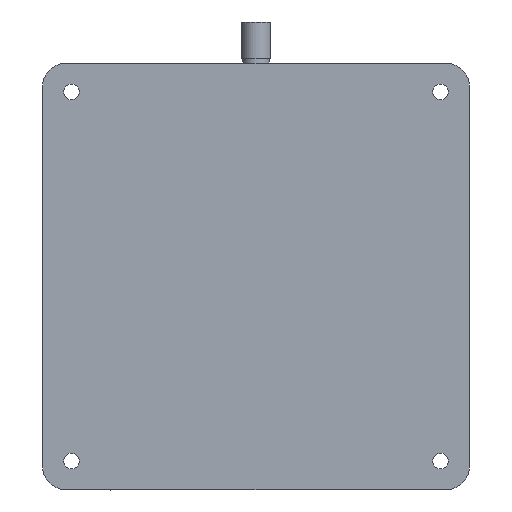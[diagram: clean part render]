
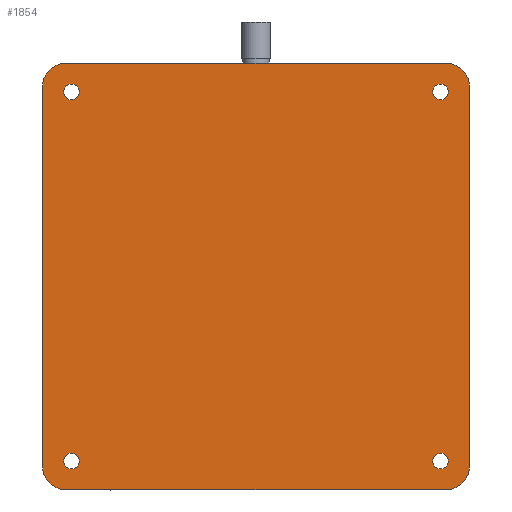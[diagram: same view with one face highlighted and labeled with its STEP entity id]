
A CAD part, front view. The second image highlights one B-rep face of the part: STEP entity #1854.
In plain terms, the highlighted planar face has unit normal (0, -1, 0).
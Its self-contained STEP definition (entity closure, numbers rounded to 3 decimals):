
#56=CARTESIAN_POINT('',(76.5,-10.5,76.5));
#57=DIRECTION('',(0.,-1.,0.));
#58=DIRECTION('',(1.,0.,0.));
#59=AXIS2_PLACEMENT_3D('',#56,#57,#58);
#65=CARTESIAN_POINT('',(76.5,-10.5,76.5));
#66=DIRECTION('',(0.,-1.,0.));
#67=DIRECTION('',(-1.,0.,0.));
#68=AXIS2_PLACEMENT_3D('',#65,#66,#67);
#73=CARTESIAN_POINT('',(76.5,-10.5,-76.5));
#74=DIRECTION('',(0.,-1.,0.));
#75=DIRECTION('',(1.,0.,0.));
#76=AXIS2_PLACEMENT_3D('',#73,#74,#75);
#81=CARTESIAN_POINT('',(76.5,-10.5,-76.5));
#82=DIRECTION('',(0.,-1.,0.));
#83=DIRECTION('',(-1.,0.,0.));
#84=AXIS2_PLACEMENT_3D('',#81,#82,#83);
#89=CARTESIAN_POINT('',(-76.5,-10.5,-76.5));
#90=DIRECTION('',(0.,-1.,0.));
#91=DIRECTION('',(1.,0.,0.));
#92=AXIS2_PLACEMENT_3D('',#89,#90,#91);
#97=CARTESIAN_POINT('',(-76.5,-10.5,-76.5));
#98=DIRECTION('',(0.,-1.,0.));
#99=DIRECTION('',(-1.,0.,0.));
#100=AXIS2_PLACEMENT_3D('',#97,#98,#99);
#105=CARTESIAN_POINT('',(-76.5,-10.5,76.5));
#106=DIRECTION('',(0.,-1.,0.));
#107=DIRECTION('',(1.,0.,0.));
#108=AXIS2_PLACEMENT_3D('',#105,#106,#107);
#113=CARTESIAN_POINT('',(-76.5,-10.5,76.5));
#114=DIRECTION('',(0.,-1.,0.));
#115=DIRECTION('',(-1.,0.,0.));
#116=AXIS2_PLACEMENT_3D('',#113,#114,#115);
#121=CARTESIAN_POINT('',(78.5,-10.5,78.5));
#122=DIRECTION('',(0.,-1.,0.));
#123=DIRECTION('',(1.,0.,0.));
#124=AXIS2_PLACEMENT_3D('',#121,#122,#123);
#129=DIRECTION('',(0.,0.,-1.));
#130=VECTOR('',#129,157.);
#131=CARTESIAN_POINT('',(88.5,-10.5,78.5));
#132=LINE('',#131,#130);
#136=CARTESIAN_POINT('',(78.5,-10.5,-78.5));
#137=DIRECTION('',(0.,-1.,0.));
#138=DIRECTION('',(0.,0.,-1.));
#139=AXIS2_PLACEMENT_3D('',#136,#137,#138);
#144=DIRECTION('',(-1.,0.,0.));
#145=VECTOR('',#144,157.);
#146=CARTESIAN_POINT('',(78.5,-10.5,-88.5));
#147=LINE('',#146,#145);
#151=CARTESIAN_POINT('',(-78.5,-10.5,-78.5));
#152=DIRECTION('',(0.,-1.,0.));
#153=DIRECTION('',(-1.,0.,0.));
#154=AXIS2_PLACEMENT_3D('',#151,#152,#153);
#159=DIRECTION('',(0.,0.,1.));
#160=VECTOR('',#159,157.);
#161=CARTESIAN_POINT('',(-88.5,-10.5,-78.5));
#162=LINE('',#161,#160);
#166=CARTESIAN_POINT('',(-78.5,-10.5,78.5));
#167=DIRECTION('',(0.,-1.,0.));
#168=DIRECTION('',(0.,0.,1.));
#169=AXIS2_PLACEMENT_3D('',#166,#167,#168);
#174=DIRECTION('',(1.,0.,0.));
#175=VECTOR('',#174,157.);
#176=CARTESIAN_POINT('',(-78.5,-10.5,88.5));
#177=LINE('',#176,#175);
#1597=CARTESIAN_POINT('',(79.75,-10.5,76.5));
#1598=CARTESIAN_POINT('',(73.25,-10.5,76.5));
#1599=VERTEX_POINT('',#1597);
#1600=VERTEX_POINT('',#1598);
#1605=CARTESIAN_POINT('',(79.75,-10.5,-76.5));
#1606=CARTESIAN_POINT('',(73.25,-10.5,-76.5));
#1607=VERTEX_POINT('',#1605);
#1608=VERTEX_POINT('',#1606);
#1613=CARTESIAN_POINT('',(-73.25,-10.5,-76.5));
#1614=CARTESIAN_POINT('',(-79.75,-10.5,-76.5));
#1615=VERTEX_POINT('',#1613);
#1616=VERTEX_POINT('',#1614);
#1621=CARTESIAN_POINT('',(-73.25,-10.5,76.5));
#1622=CARTESIAN_POINT('',(-79.75,-10.5,76.5));
#1623=VERTEX_POINT('',#1621);
#1624=VERTEX_POINT('',#1622);
#1629=CARTESIAN_POINT('',(88.5,-10.5,78.5));
#1630=CARTESIAN_POINT('',(78.5,-10.5,88.5));
#1631=VERTEX_POINT('',#1629);
#1632=VERTEX_POINT('',#1630);
#1637=CARTESIAN_POINT('',(-78.5,-10.5,88.5));
#1638=CARTESIAN_POINT('',(-88.5,-10.5,78.5));
#1639=VERTEX_POINT('',#1637);
#1640=VERTEX_POINT('',#1638);
#1645=CARTESIAN_POINT('',(-88.5,-10.5,-78.5));
#1646=CARTESIAN_POINT('',(-78.5,-10.5,-88.5));
#1647=VERTEX_POINT('',#1645);
#1648=VERTEX_POINT('',#1646);
#1653=CARTESIAN_POINT('',(78.5,-10.5,-88.5));
#1654=CARTESIAN_POINT('',(88.5,-10.5,-78.5));
#1655=VERTEX_POINT('',#1653);
#1656=VERTEX_POINT('',#1654);
#1807=CARTESIAN_POINT('',(0.,-10.5,0.));
#1808=DIRECTION('',(0.,1.,0.));
#1809=DIRECTION('',(1.,0.,0.));
#1810=AXIS2_PLACEMENT_3D('',#1807,#1808,#1809);
#1811=PLANE('',#1810);
#1813=ORIENTED_EDGE('',*,*,#1812,.F.);
#1815=ORIENTED_EDGE('',*,*,#1814,.T.);
#1817=ORIENTED_EDGE('',*,*,#1816,.F.);
#1819=ORIENTED_EDGE('',*,*,#1818,.T.);
#1821=ORIENTED_EDGE('',*,*,#1820,.F.);
#1823=ORIENTED_EDGE('',*,*,#1822,.T.);
#1825=ORIENTED_EDGE('',*,*,#1824,.F.);
#1827=ORIENTED_EDGE('',*,*,#1826,.T.);
#1828=EDGE_LOOP('',(#1813,#1815,#1817,#1819,#1821,#1823,#1825,#1827));
#1829=FACE_OUTER_BOUND('',#1828,.F.);
#1831=ORIENTED_EDGE('',*,*,#1830,.T.);
#1833=ORIENTED_EDGE('',*,*,#1832,.T.);
#1834=EDGE_LOOP('',(#1831,#1833));
#1835=FACE_BOUND('',#1834,.F.);
#1837=ORIENTED_EDGE('',*,*,#1836,.T.);
#1839=ORIENTED_EDGE('',*,*,#1838,.T.);
#1840=EDGE_LOOP('',(#1837,#1839));
#1841=FACE_BOUND('',#1840,.F.);
#1843=ORIENTED_EDGE('',*,*,#1842,.T.);
#1845=ORIENTED_EDGE('',*,*,#1844,.T.);
#1846=EDGE_LOOP('',(#1843,#1845));
#1847=FACE_BOUND('',#1846,.F.);
#1849=ORIENTED_EDGE('',*,*,#1848,.T.);
#1851=ORIENTED_EDGE('',*,*,#1850,.T.);
#1852=EDGE_LOOP('',(#1849,#1851));
#1853=FACE_BOUND('',#1852,.F.);
#1854=ADVANCED_FACE('',(#1829,#1835,#1841,#1847,#1853),#1811,.F.);
#60=CIRCLE('',#59,3.25);
#69=CIRCLE('',#68,3.25);
#77=CIRCLE('',#76,3.25);
#85=CIRCLE('',#84,3.25);
#93=CIRCLE('',#92,3.25);
#101=CIRCLE('',#100,3.25);
#109=CIRCLE('',#108,3.25);
#117=CIRCLE('',#116,3.25);
#125=CIRCLE('',#124,10.);
#140=CIRCLE('',#139,10.);
#155=CIRCLE('',#154,10.);
#170=CIRCLE('',#169,10.);
#1812=EDGE_CURVE('',#1631,#1632,#125,.T.);
#1814=EDGE_CURVE('',#1631,#1656,#132,.T.);
#1816=EDGE_CURVE('',#1655,#1656,#140,.T.);
#1818=EDGE_CURVE('',#1655,#1648,#147,.T.);
#1820=EDGE_CURVE('',#1647,#1648,#155,.T.);
#1822=EDGE_CURVE('',#1647,#1640,#162,.T.);
#1824=EDGE_CURVE('',#1639,#1640,#170,.T.);
#1826=EDGE_CURVE('',#1639,#1632,#177,.T.);
#1830=EDGE_CURVE('',#1599,#1600,#60,.T.);
#1832=EDGE_CURVE('',#1600,#1599,#69,.T.);
#1836=EDGE_CURVE('',#1607,#1608,#77,.T.);
#1838=EDGE_CURVE('',#1608,#1607,#85,.T.);
#1842=EDGE_CURVE('',#1615,#1616,#93,.T.);
#1844=EDGE_CURVE('',#1616,#1615,#101,.T.);
#1848=EDGE_CURVE('',#1623,#1624,#109,.T.);
#1850=EDGE_CURVE('',#1624,#1623,#117,.T.);
